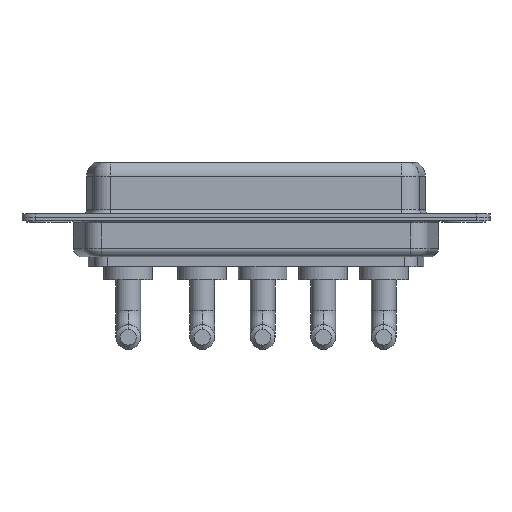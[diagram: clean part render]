
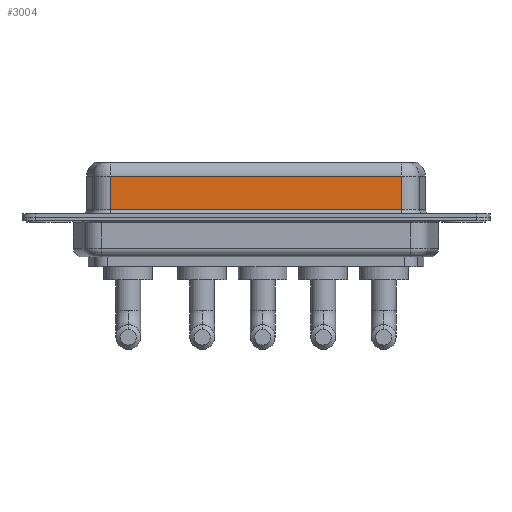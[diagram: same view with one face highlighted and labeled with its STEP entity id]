
A CAD part, front view. The second image highlights one B-rep face of the part: STEP entity #3004.
In plain terms, the highlighted planar face has unit normal (0, -1, 0).
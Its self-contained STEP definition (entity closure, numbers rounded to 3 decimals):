
#33 = VERTEX_POINT ( 'NONE', #2223 ) ;
#290 = CARTESIAN_POINT ( 'NONE',  ( 40.037, -3.95, 6.4 ) ) ;
#342 = LINE ( 'NONE', #290, #9267 ) ;
#436 = EDGE_CURVE ( 'NONE', #10371, #7241, #342, .T. ) ;
#460 = EDGE_CURVE ( 'NONE', #33, #7241, #2802, .T. ) ;
#464 = AXIS2_PLACEMENT_3D ( 'NONE', #10886, #4047, #3326 ) ;
#479 = CARTESIAN_POINT ( 'NONE',  ( 7.013, -3.95, 6.4 ) ) ;
#997 = DIRECTION ( 'NONE',  ( 0., 0., -1. ) ) ;
#1354 = LINE ( 'NONE', #479, #2332 ) ;
#2223 = CARTESIAN_POINT ( 'NONE',  ( 7.013, -3.95, 0.9 ) ) ;
#2332 = VECTOR ( 'NONE', #7255, 1000. ) ;
#2475 = ORIENTED_EDGE ( 'NONE', *, *, #436, .F. ) ;
#2739 = EDGE_LOOP ( 'NONE', ( #2475, #4392, #4349, #8284 ) ) ;
#2802 = LINE ( 'NONE', #9566, #4121 ) ;
#3004 = ADVANCED_FACE ( 'NONE', ( #5240 ), #8618, .F. ) ;
#3326 = DIRECTION ( 'NONE',  ( 0., 0., 1. ) ) ;
#3549 = VECTOR ( 'NONE', #7157, 1000. ) ;
#4047 = DIRECTION ( 'NONE',  ( 0., 1., 0. ) ) ;
#4121 = VECTOR ( 'NONE', #8508, 1000. ) ;
#4349 = ORIENTED_EDGE ( 'NONE', *, *, #7579, .T. ) ;
#4386 = CARTESIAN_POINT ( 'NONE',  ( 40.037, -3.95, 4.65 ) ) ;
#4392 = ORIENTED_EDGE ( 'NONE', *, *, #7124, .T. ) ;
#4604 = LINE ( 'NONE', #6218, #3549 ) ;
#4826 = CARTESIAN_POINT ( 'NONE',  ( 40.037, -3.95, 0.9 ) ) ;
#5240 = FACE_OUTER_BOUND ( 'NONE', #2739, .T. ) ;
#6218 = CARTESIAN_POINT ( 'NONE',  ( 40.037, -3.95, 4.65 ) ) ;
#6659 = CARTESIAN_POINT ( 'NONE',  ( 7.013, -3.95, 4.65 ) ) ;
#7124 = EDGE_CURVE ( 'NONE', #10371, #8617, #4604, .T. ) ;
#7157 = DIRECTION ( 'NONE',  ( -1., 0., 0. ) ) ;
#7241 = VERTEX_POINT ( 'NONE', #4826 ) ;
#7255 = DIRECTION ( 'NONE',  ( 0., 0., -1. ) ) ;
#7579 = EDGE_CURVE ( 'NONE', #8617, #33, #1354, .T. ) ;
#8284 = ORIENTED_EDGE ( 'NONE', *, *, #460, .T. ) ;
#8508 = DIRECTION ( 'NONE',  ( 1., 0., 0. ) ) ;
#8617 = VERTEX_POINT ( 'NONE', #6659 ) ;
#8618 = PLANE ( 'NONE',  #464 ) ;
#9267 = VECTOR ( 'NONE', #997, 1000. ) ;
#9566 = CARTESIAN_POINT ( 'NONE',  ( 40.037, -3.95, 0.9 ) ) ;
#10371 = VERTEX_POINT ( 'NONE', #4386 ) ;
#10886 = CARTESIAN_POINT ( 'NONE',  ( 40.037, -3.95, 6.4 ) ) ;
